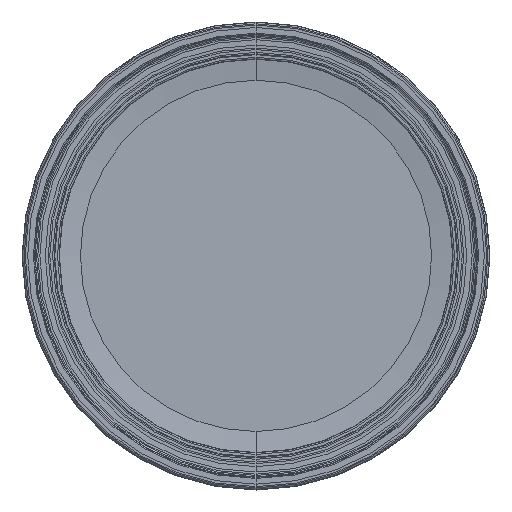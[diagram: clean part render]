
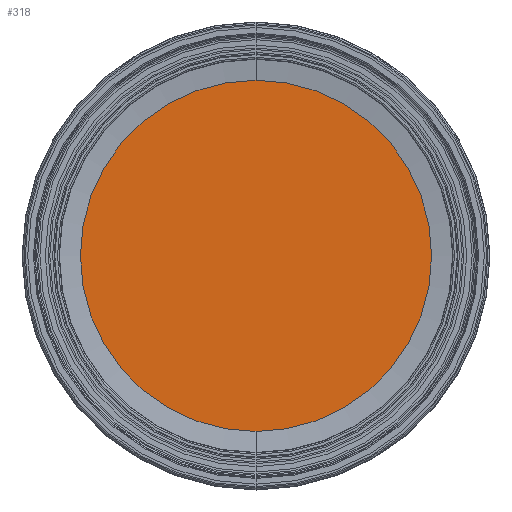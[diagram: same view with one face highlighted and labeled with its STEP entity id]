
A CAD part, top view. The second image highlights one B-rep face of the part: STEP entity #318.
In plain terms, the highlighted planar face has unit normal (0, 0, 1).
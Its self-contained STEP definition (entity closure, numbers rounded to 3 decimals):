
#43=CARTESIAN_POINT('',(0.,0.,82.8));
#44=DIRECTION('',(0.,0.,1.));
#45=DIRECTION('',(0.,1.,0.));
#46=AXIS2_PLACEMENT_3D('',#43,#44,#45);
#48=CARTESIAN_POINT('',(0.,0.,82.8));
#49=DIRECTION('',(0.,0.,-1.));
#50=DIRECTION('',(0.,1.,0.));
#51=AXIS2_PLACEMENT_3D('',#48,#49,#50);
#216=CARTESIAN_POINT('',(0.,46.954,82.8));
#218=VERTEX_POINT('',#216);
#220=CARTESIAN_POINT('',(0.,-46.954,82.8));
#222=VERTEX_POINT('',#220);
#309=CARTESIAN_POINT('',(0.,0.,82.8));
#310=DIRECTION('',(0.,0.,-1.));
#311=DIRECTION('',(0.,-1.,0.));
#312=AXIS2_PLACEMENT_3D('',#309,#310,#311);
#313=PLANE('',#312);
#314=ORIENTED_EDGE('',*,*,#302,.F.);
#315=ORIENTED_EDGE('',*,*,#291,.T.);
#316=EDGE_LOOP('',(#314,#315));
#317=FACE_OUTER_BOUND('',#316,.F.);
#318=ADVANCED_FACE('',(#317),#313,.F.);
#47=CIRCLE('',#46,46.954);
#52=CIRCLE('',#51,46.954);
#291=EDGE_CURVE('',#218,#222,#52,.T.);
#302=EDGE_CURVE('',#218,#222,#47,.T.);
